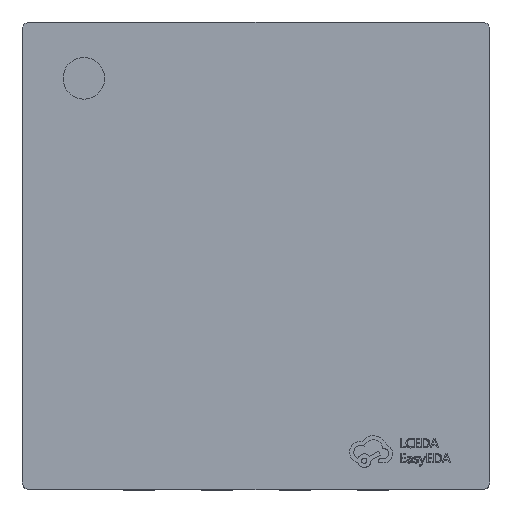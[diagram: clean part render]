
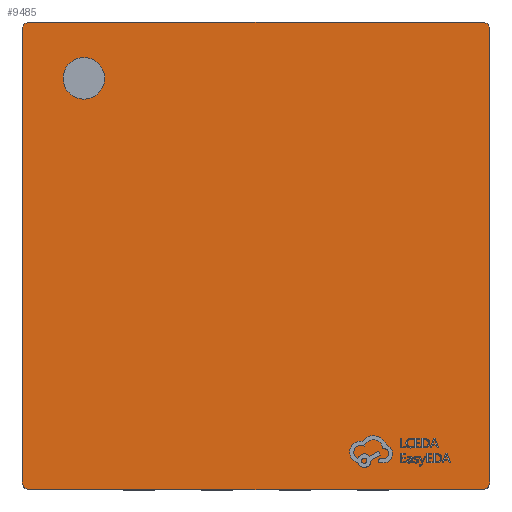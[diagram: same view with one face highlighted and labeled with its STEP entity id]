
A CAD part, top view. The second image highlights one B-rep face of the part: STEP entity #9485.
In plain terms, the highlighted planar face has unit normal (0, 0, 1).
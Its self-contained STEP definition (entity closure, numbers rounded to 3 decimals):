
#535 = CARTESIAN_POINT ( 'NONE',  ( 1.45, 1.5, 0. ) ) ;
#654 = VECTOR ( 'NONE', #22502, 1000. ) ;
#749 = CARTESIAN_POINT ( 'NONE',  ( 1.5, 1.45, 0. ) ) ;
#766 = CARTESIAN_POINT ( 'NONE',  ( -1.103, 1.139, 0. ) ) ;
#811 = DIRECTION ( 'NONE',  ( 0., 0., -1. ) ) ;
#890 = CARTESIAN_POINT ( 'NONE',  ( 1.45, 1.45, 0. ) ) ;
#1414 = VERTEX_POINT ( 'NONE', #8014 ) ;
#1964 = EDGE_CURVE ( 'NONE', #5714, #17302, #5930, .T. ) ;
#2613 = EDGE_CURVE ( 'NONE', #23467, #14232, #23345, .T. ) ;
#2812 = CARTESIAN_POINT ( 'NONE',  ( -0.97, 1.139, 0. ) ) ;
#2840 = EDGE_CURVE ( 'NONE', #12778, #20023, #9828, .T. ) ;
#2866 = VERTEX_POINT ( 'NONE', #13711 ) ;
#2919 = CARTESIAN_POINT ( 'NONE',  ( -1.103, 1.139, 0. ) ) ;
#3231 = CIRCLE ( 'NONE', #14551, 0.133 ) ;
#3769 = DIRECTION ( 'NONE',  ( 1., 0., 0. ) ) ;
#4070 = CIRCLE ( 'NONE', #12405, 0.05 ) ;
#4211 = EDGE_CURVE ( 'NONE', #17302, #5714, #3231, .T. ) ;
#4504 = CIRCLE ( 'NONE', #13171, 0.05 ) ;
#4654 = DIRECTION ( 'NONE',  ( 0., 0., 1. ) ) ;
#4870 = VECTOR ( 'NONE', #19317, 1000. ) ;
#5550 = ORIENTED_EDGE ( 'NONE', *, *, #2840, .T. ) ;
#5687 = VECTOR ( 'NONE', #16067, 1000. ) ;
#5714 = VERTEX_POINT ( 'NONE', #21074 ) ;
#5747 = CARTESIAN_POINT ( 'NONE',  ( -1.45, -1.5, 0. ) ) ;
#5930 = CIRCLE ( 'NONE', #18420, 0.133 ) ;
#6315 = ORIENTED_EDGE ( 'NONE', *, *, #2613, .T. ) ;
#7347 = FACE_OUTER_BOUND ( 'NONE', #7798, .T. ) ;
#7424 = EDGE_LOOP ( 'NONE', ( #11512, #17649 ) ) ;
#7798 = EDGE_LOOP ( 'NONE', ( #5550, #15181, #11408, #18212, #17269, #6315, #9880, #11432 ) ) ;
#7814 = AXIS2_PLACEMENT_3D ( 'NONE', #22743, #811, #8402 ) ;
#7887 = DIRECTION ( 'NONE',  ( 1., 0., 0. ) ) ;
#8014 = CARTESIAN_POINT ( 'NONE',  ( -1.5, 1.45, 0. ) ) ;
#8402 = DIRECTION ( 'NONE',  ( -1., 0., 0. ) ) ;
#9160 = EDGE_CURVE ( 'NONE', #9967, #12778, #16073, .T. ) ;
#9485 = ADVANCED_FACE ( 'NONE', ( #18703, #7347 ), #18479, .F. ) ;
#9828 = LINE ( 'NONE', #17049, #654 ) ;
#9880 = ORIENTED_EDGE ( 'NONE', *, *, #12233, .T. ) ;
#9967 = VERTEX_POINT ( 'NONE', #21121 ) ;
#10992 = CARTESIAN_POINT ( 'NONE',  ( -1.5, -1.5, 0. ) ) ;
#11408 = ORIENTED_EDGE ( 'NONE', *, *, #18775, .T. ) ;
#11432 = ORIENTED_EDGE ( 'NONE', *, *, #9160, .T. ) ;
#11512 = ORIENTED_EDGE ( 'NONE', *, *, #4211, .F. ) ;
#11817 = CARTESIAN_POINT ( 'NONE',  ( -1.5, 1.5, 0. ) ) ;
#11921 = LINE ( 'NONE', #11817, #4870 ) ;
#12233 = EDGE_CURVE ( 'NONE', #14232, #9967, #16205, .T. ) ;
#12405 = AXIS2_PLACEMENT_3D ( 'NONE', #14067, #14417, #14294 ) ;
#12778 = VERTEX_POINT ( 'NONE', #12984 ) ;
#12984 = CARTESIAN_POINT ( 'NONE',  ( 1.5, -1.45, 0. ) ) ;
#13171 = AXIS2_PLACEMENT_3D ( 'NONE', #890, #14112, #22580 ) ;
#13711 = CARTESIAN_POINT ( 'NONE',  ( -1.45, 1.5, 0. ) ) ;
#13989 = CARTESIAN_POINT ( 'NONE',  ( -1.5, -1.45, 0. ) ) ;
#14067 = CARTESIAN_POINT ( 'NONE',  ( -1.45, 1.45, 0. ) ) ;
#14112 = DIRECTION ( 'NONE',  ( 0., 0., 1. ) ) ;
#14184 = AXIS2_PLACEMENT_3D ( 'NONE', #19844, #20299, #17929 ) ;
#14232 = VERTEX_POINT ( 'NONE', #5747 ) ;
#14294 = DIRECTION ( 'NONE',  ( -1., 0., 0. ) ) ;
#14417 = DIRECTION ( 'NONE',  ( 0., 0., 1. ) ) ;
#14499 = DIRECTION ( 'NONE',  ( 0., 0., 1. ) ) ;
#14551 = AXIS2_PLACEMENT_3D ( 'NONE', #766, #16991, #7887 ) ;
#14612 = DIRECTION ( 'NONE',  ( 1., 0., 0. ) ) ;
#14812 = VECTOR ( 'NONE', #3769, 1000. ) ;
#15181 = ORIENTED_EDGE ( 'NONE', *, *, #19084, .T. ) ;
#15792 = VERTEX_POINT ( 'NONE', #535 ) ;
#16067 = DIRECTION ( 'NONE',  ( 0., -1., 0. ) ) ;
#16073 = CIRCLE ( 'NONE', #14184, 0.05 ) ;
#16205 = LINE ( 'NONE', #18112, #14812 ) ;
#16550 = LINE ( 'NONE', #10992, #5687 ) ;
#16991 = DIRECTION ( 'NONE',  ( 0., 0., 1. ) ) ;
#17049 = CARTESIAN_POINT ( 'NONE',  ( 1.5, -1.5, 0. ) ) ;
#17269 = ORIENTED_EDGE ( 'NONE', *, *, #22481, .T. ) ;
#17302 = VERTEX_POINT ( 'NONE', #2812 ) ;
#17649 = ORIENTED_EDGE ( 'NONE', *, *, #1964, .F. ) ;
#17668 = CARTESIAN_POINT ( 'NONE',  ( -1.45, -1.45, 0. ) ) ;
#17929 = DIRECTION ( 'NONE',  ( -1., 0., 0. ) ) ;
#18049 = AXIS2_PLACEMENT_3D ( 'NONE', #17668, #4654, #18130 ) ;
#18112 = CARTESIAN_POINT ( 'NONE',  ( -1.5, -1.5, 0. ) ) ;
#18130 = DIRECTION ( 'NONE',  ( -1., 0., 0. ) ) ;
#18212 = ORIENTED_EDGE ( 'NONE', *, *, #22967, .T. ) ;
#18420 = AXIS2_PLACEMENT_3D ( 'NONE', #2919, #14499, #14612 ) ;
#18479 = PLANE ( 'NONE',  #7814 ) ;
#18703 = FACE_BOUND ( 'NONE', #7424, .T. ) ;
#18775 = EDGE_CURVE ( 'NONE', #15792, #2866, #11921, .T. ) ;
#19084 = EDGE_CURVE ( 'NONE', #20023, #15792, #4504, .T. ) ;
#19317 = DIRECTION ( 'NONE',  ( -1., 0., 0. ) ) ;
#19844 = CARTESIAN_POINT ( 'NONE',  ( 1.45, -1.45, 0. ) ) ;
#20023 = VERTEX_POINT ( 'NONE', #749 ) ;
#20299 = DIRECTION ( 'NONE',  ( 0., 0., 1. ) ) ;
#21074 = CARTESIAN_POINT ( 'NONE',  ( -1.237, 1.139, 0. ) ) ;
#21121 = CARTESIAN_POINT ( 'NONE',  ( 1.45, -1.5, 0. ) ) ;
#22481 = EDGE_CURVE ( 'NONE', #1414, #23467, #16550, .T. ) ;
#22502 = DIRECTION ( 'NONE',  ( 0., 1., 0. ) ) ;
#22580 = DIRECTION ( 'NONE',  ( -1., 0., 0. ) ) ;
#22743 = CARTESIAN_POINT ( 'NONE',  ( 0., 0., 0. ) ) ;
#22967 = EDGE_CURVE ( 'NONE', #2866, #1414, #4070, .T. ) ;
#23345 = CIRCLE ( 'NONE', #18049, 0.05 ) ;
#23467 = VERTEX_POINT ( 'NONE', #13989 ) ;
